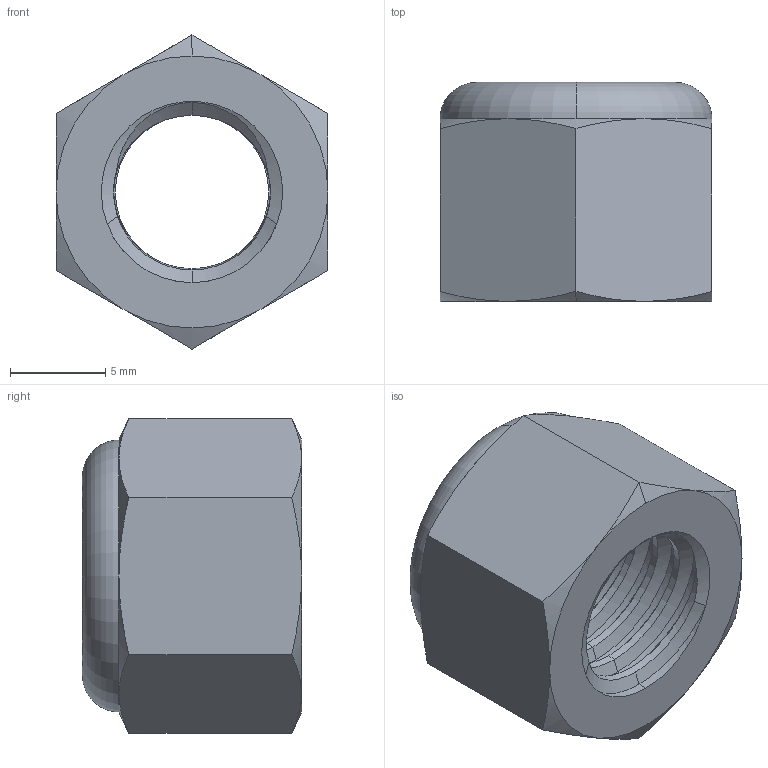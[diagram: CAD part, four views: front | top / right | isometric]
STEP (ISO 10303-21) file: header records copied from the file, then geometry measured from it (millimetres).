
FILE_DESCRIPTION (( 'STEP AP214' ), '1' );
FILE_NAME ('3-8-16 NyLock Nut - Mcm 95615A140.step', '2018-12-20T18:35:45', ( '' ), ( '' ), 'SwSTEP 2.0', 'SolidWorks 2018', '' );
FILE_SCHEMA (( 'AUTOMOTIVE_DESIGN' ));
Length unit declared in the file: inch
Products named in the file (1): 3-8-16 NyLock Nut - Mcm 95615A140
Bounding box: 14.29 x 11.51 x 16.5 mm (x, y, z)
Volume: 1253.1 mm3; surface area: 1619.5 mm2
Topology: 2 solids, 2 shells, 100 faces, 219 edges, 125 vertices
Faces by surface type: cone 48, cylinder 34, plane 12, torus 6
Entity records: 3653 total; most frequent: CARTESIAN_POINT 1533, ORIENTED_EDGE 438, DIRECTION 421, EDGE_CURVE 219, AXIS2_PLACEMENT_3D 182, VERTEX_POINT 125, EDGE_LOOP 106, FACE_OUTER_BOUND 100
